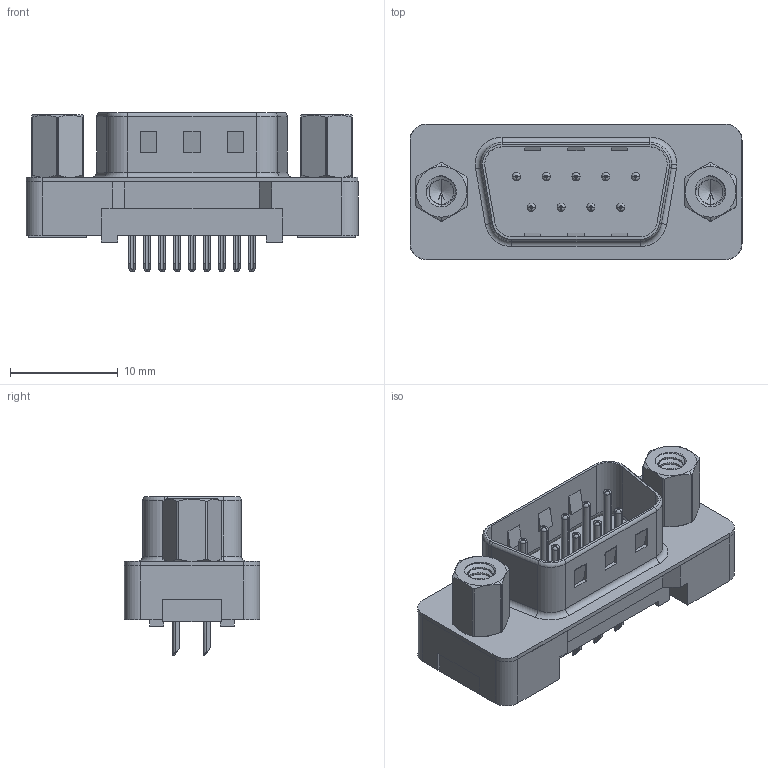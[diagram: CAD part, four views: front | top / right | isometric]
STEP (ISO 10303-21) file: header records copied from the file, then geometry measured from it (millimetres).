
FILE_DESCRIPTION (( 'STEP AP203' ), '1' );
FILE_NAME ('627-009-620-013.STEP', '2020-07-15T22:52:40', ( '' ), ( '' ), 'SwSTEP 2.0', 'SolidWorks 2020', '' );
FILE_SCHEMA (( 'CONFIG_CONTROL_DESIGN' ));
Length unit declared in the file: millimetre
Products named in the file (7): 627-009-620-013; 627 PB Contact Row 2_20; 627 PB 4-40 Threaded Rivet; 627 Plastic Body Housing_09 Contacts; 627 4-40 Hex Standoff; 627 PB Shell_09 Contacts; 627 PB Contact Row 1_20
Assembly tree (15 placements, depth 2):
  627-009-620-013
    627 Plastic Body Housing_09 Contacts
    627 PB Shell_09 Contacts
    627 PB Contact Row 1_20  x5
    627 PB Contact Row 2_20  x4
    627 PB 4-40 Threaded Rivet  x2
    627 4-40 Hex Standoff  x2
Bounding box: 30.81 x 12.55 x 14.7 mm (x, y, z)
Volume: 1859.3 mm3; surface area: 3840.6 mm2
Topology: 15 solids, 15 shells, 909 faces, 2406 edges, 1547 vertices
Faces by surface type: plane 503, cylinder 312, torus 46, cone 30, bspline 18
Entity records: 19783 total; most frequent: CARTESIAN_POINT 6799, ORIENTED_EDGE 2558, DIRECTION 2461, EDGE_CURVE 1279, AXIS2_PLACEMENT_3D 826, VERTEX_POINT 825, VECTOR 809, LINE 809
